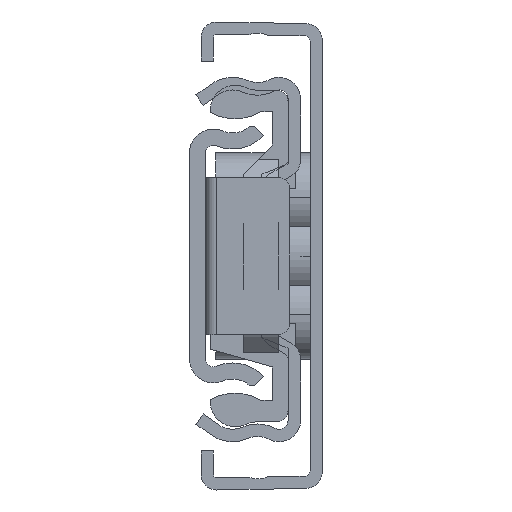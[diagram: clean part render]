
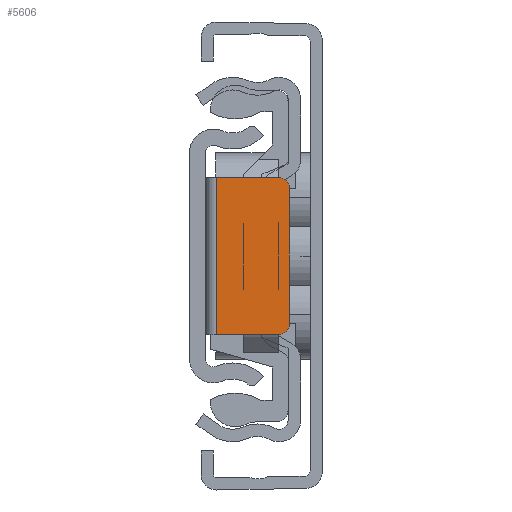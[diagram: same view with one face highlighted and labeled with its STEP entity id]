
A CAD part, left-side view. The second image highlights one B-rep face of the part: STEP entity #5606.
In plain terms, the highlighted face is planar.
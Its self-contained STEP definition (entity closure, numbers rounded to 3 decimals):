
#1 = CARTESIAN_POINT ( 'NONE',  ( -7.5, -9.541, -1. ) ) ;
#251 = DIRECTION ( 'NONE',  ( 1., 0., 0. ) ) ;
#252 = VERTEX_POINT ( 'NONE', #1516 ) ;
#343 = CARTESIAN_POINT ( 'NONE',  ( -6.5, -9.541, -1. ) ) ;
#415 = EDGE_CURVE ( 'NONE', #252, #7087, #1104, .T. ) ;
#509 = AXIS2_PLACEMENT_3D ( 'NONE', #8655, #8601, #5049 ) ;
#1104 = LINE ( 'NONE', #8109, #5585 ) ;
#1259 = VECTOR ( 'NONE', #11345, 1000. ) ;
#1441 = ORIENTED_EDGE ( 'NONE', *, *, #1593, .T. ) ;
#1516 = CARTESIAN_POINT ( 'NONE',  ( -7.5, -2.541, -1. ) ) ;
#1582 = VERTEX_POINT ( 'NONE', #343 ) ;
#1593 = EDGE_CURVE ( 'NONE', #1582, #1850, #2881, .T. ) ;
#1610 = CIRCLE ( 'NONE', #509, 1. ) ;
#1850 = VERTEX_POINT ( 'NONE', #8714 ) ;
#2239 = AXIS2_PLACEMENT_3D ( 'NONE', #4984, #10381, #7741 ) ;
#2881 = CIRCLE ( 'NONE', #9832, 1. ) ;
#2924 = EDGE_CURVE ( 'NONE', #5312, #5586, #1610, .T. ) ;
#3091 = VECTOR ( 'NONE', #7879, 1000. ) ;
#3498 = EDGE_LOOP ( 'NONE', ( #10363, #10669, #6800, #1441, #8811, #8541 ) ) ;
#3876 = LINE ( 'NONE', #8118, #5906 ) ;
#3972 = DIRECTION ( 'NONE',  ( 1., 0., 0. ) ) ;
#4984 = CARTESIAN_POINT ( 'NONE',  ( -7.5, -9.541, -1. ) ) ;
#5049 = DIRECTION ( 'NONE',  ( 1., 0., 0. ) ) ;
#5312 = VERTEX_POINT ( 'NONE', #11373 ) ;
#5585 = VECTOR ( 'NONE', #6969, 1000. ) ;
#5586 = VERTEX_POINT ( 'NONE', #6660 ) ;
#5606 = ADVANCED_FACE ( 'NONE', ( #6015 ), #7574, .F. ) ;
#5906 = VECTOR ( 'NONE', #251, 1000. ) ;
#6015 = FACE_OUTER_BOUND ( 'NONE', #3498, .T. ) ;
#6257 = EDGE_CURVE ( 'NONE', #1582, #5586, #3876, .T. ) ;
#6437 = DIRECTION ( 'NONE',  ( 0., 0., -1. ) ) ;
#6660 = CARTESIAN_POINT ( 'NONE',  ( 6.5, -9.541, -1. ) ) ;
#6800 = ORIENTED_EDGE ( 'NONE', *, *, #6257, .F. ) ;
#6969 = DIRECTION ( 'NONE',  ( 1., 0., 0. ) ) ;
#7087 = VERTEX_POINT ( 'NONE', #9052 ) ;
#7574 = PLANE ( 'NONE',  #2239 ) ;
#7741 = DIRECTION ( 'NONE',  ( 1., 0., 0. ) ) ;
#7879 = DIRECTION ( 'NONE',  ( 0., 1., 0. ) ) ;
#8109 = CARTESIAN_POINT ( 'NONE',  ( 7.5, -2.541, -1. ) ) ;
#8118 = CARTESIAN_POINT ( 'NONE',  ( -7.5, -9.541, -1. ) ) ;
#8541 = ORIENTED_EDGE ( 'NONE', *, *, #415, .T. ) ;
#8601 = DIRECTION ( 'NONE',  ( 0., 0., -1. ) ) ;
#8655 = CARTESIAN_POINT ( 'NONE',  ( 6.5, -8.541, -1. ) ) ;
#8714 = CARTESIAN_POINT ( 'NONE',  ( -7.5, -8.541, -1. ) ) ;
#8811 = ORIENTED_EDGE ( 'NONE', *, *, #10462, .T. ) ;
#9052 = CARTESIAN_POINT ( 'NONE',  ( 7.5, -2.541, -1. ) ) ;
#9483 = LINE ( 'NONE', #1, #3091 ) ;
#9726 = CARTESIAN_POINT ( 'NONE',  ( 7.5, -9.541, -1. ) ) ;
#9832 = AXIS2_PLACEMENT_3D ( 'NONE', #10859, #6437, #3972 ) ;
#10363 = ORIENTED_EDGE ( 'NONE', *, *, #11267, .F. ) ;
#10381 = DIRECTION ( 'NONE',  ( 0., 0., 1. ) ) ;
#10462 = EDGE_CURVE ( 'NONE', #1850, #252, #9483, .T. ) ;
#10481 = LINE ( 'NONE', #9726, #1259 ) ;
#10669 = ORIENTED_EDGE ( 'NONE', *, *, #2924, .T. ) ;
#10859 = CARTESIAN_POINT ( 'NONE',  ( -6.5, -8.541, -1. ) ) ;
#11267 = EDGE_CURVE ( 'NONE', #5312, #7087, #10481, .T. ) ;
#11345 = DIRECTION ( 'NONE',  ( 0., 1., 0. ) ) ;
#11373 = CARTESIAN_POINT ( 'NONE',  ( 7.5, -8.541, -1. ) ) ;
